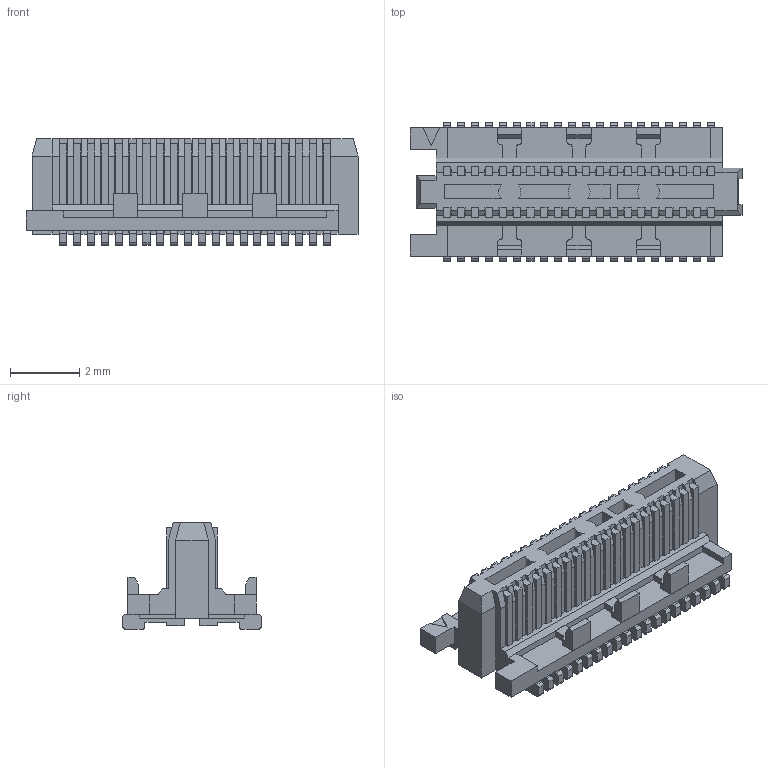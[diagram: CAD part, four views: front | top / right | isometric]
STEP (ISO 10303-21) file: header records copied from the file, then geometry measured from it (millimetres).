
FILE_DESCRIPTION((''),'2;1');
FILE_NAME('SAMTEC_ST4-20-1.00-L-D-P-TR.stp','2013-04-24T14:51:16',(''),(''),'Mechanical Desktop 2011','Mechanical Desktop 2011',', , ');
FILE_SCHEMA(('AUTOMOTIVE_DESIGN { 1 2 10303 214 1 1 1 1 }'));
Length unit declared in the file: millimetre
Products named in the file (1): Product
Bounding box: 9.57 x 4 x 3.08 mm (x, y, z)
Volume: 43.8 mm3; surface area: 400.8 mm2
Topology: 114 solids, 114 shells, 1315 faces, 3213 edges, 2133 vertices
Faces by surface type: plane 887, bspline 265, cylinder 158, sphere 5
Entity records: 38403 total; most frequent: CARTESIAN_POINT 7875, ORIENTED_EDGE 6422, DIRECTION 5633, EDGE_CURVE 3211, VECTOR 2867, LINE 2867, VERTEX_POINT 2133, AXIS2_PLACEMENT_3D 1383
